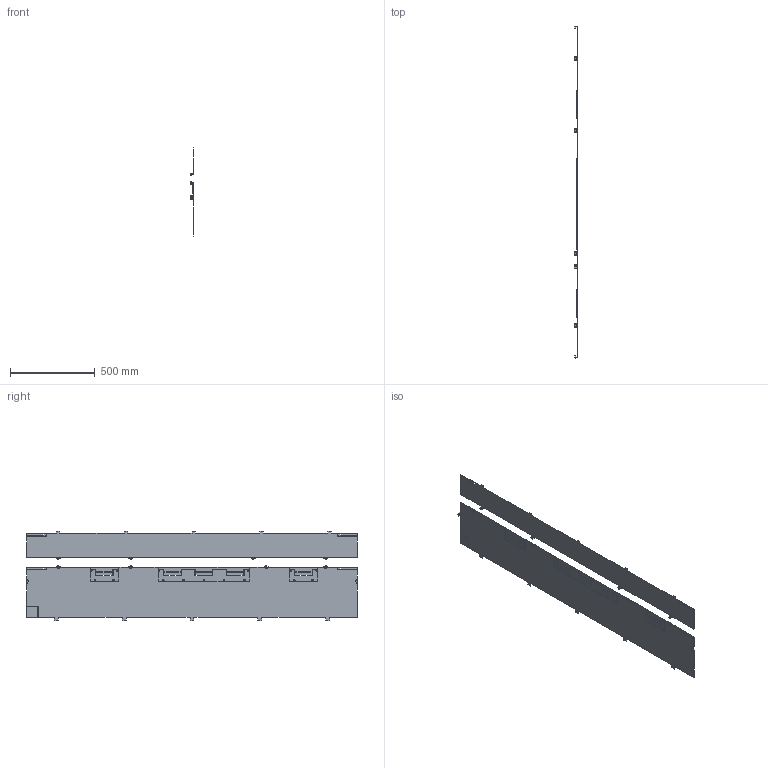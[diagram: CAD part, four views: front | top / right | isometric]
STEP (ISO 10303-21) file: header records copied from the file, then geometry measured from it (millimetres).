
FILE_DESCRIPTION(('STEP AP214'),'1');
FILE_NAME('cctmp_D32D0F1E-7227-4771-9C19-89DD724B4B13_2024_11_20_13_28_14_0899..stp','2024-11-20T12:28:15',('SIEMENS A&D'),('CADClick - www.CADClick.com'),'Spatial InterOp 3D',' ','unknown authorization');
FILE_SCHEMA(('AUTOMOTIVE_DESIGN'));
Length unit declared in the file: millimetre
Products named in the file (1): 1
Bounding box: 21 x 1958.2 x 526.5 mm (x, y, z)
Volume: 950651.3 mm3; surface area: 1775224.5 mm2
Topology: 2 solids, 2 shells, 669 faces, 1697 edges, 1094 vertices
Faces by surface type: plane 410, cylinder 189, cone 40, torus 30
Entity records: 25571 total; most frequent: DIRECTION 3519, CARTESIAN_POINT 3462, ORIENTED_EDGE 3394, EDGE_CURVE 1697, LINE 1217, VECTOR 1217, AXIS2_PLACEMENT_3D 1151, VERTEX_POINT 1094
